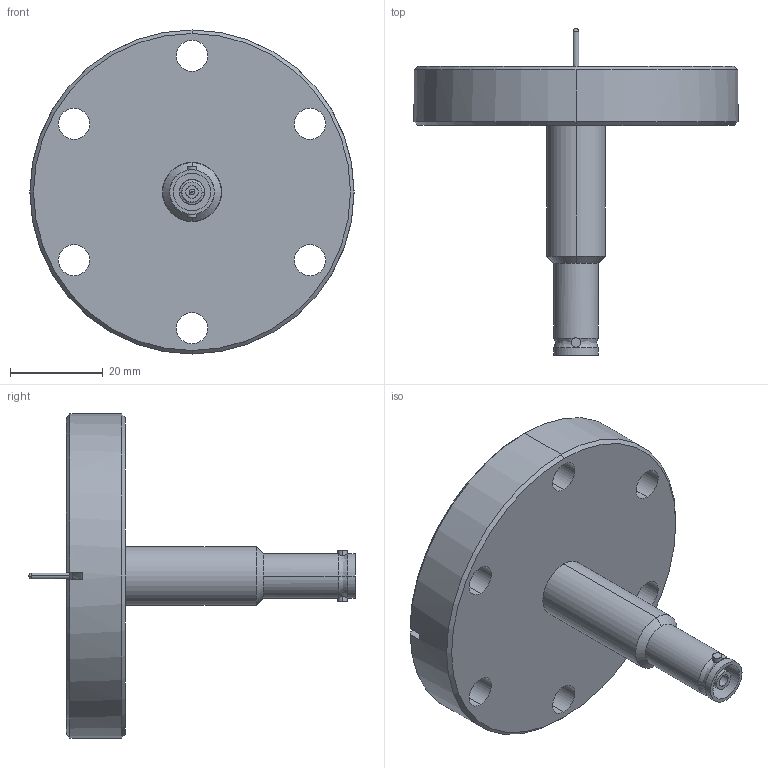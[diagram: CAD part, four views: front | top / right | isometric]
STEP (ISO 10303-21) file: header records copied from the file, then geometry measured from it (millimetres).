
FILE_DESCRIPTION (( 'STEP AP203' ), '1' );
FILE_NAME ('A1600-2-CF.STEP', '2011-11-14T19:06:20', ( '' ), ( '' ), 'SwSTEP 2.0', 'SolidWorks 2011', '' );
FILE_SCHEMA (( 'CONFIG_CONTROL_DESIGN' ));
Length unit declared in the file: inch
Products named in the file (1): A1600-2-CF
Bounding box: 69.85 x 70.38 x 69.85 mm (x, y, z)
Volume: 45556.4 mm3; surface area: 17536.5 mm2
Topology: 1 solids, 3 shells, 130 faces, 310 edges, 200 vertices
Faces by surface type: cylinder 68, plane 33, cone 15, bspline 14
Entity records: 4229 total; most frequent: CARTESIAN_POINT 1041, DIRECTION 704, ORIENTED_EDGE 620, EDGE_CURVE 310, AXIS2_PLACEMENT_3D 303, VERTEX_POINT 200, CIRCLE 186, EDGE_LOOP 160
